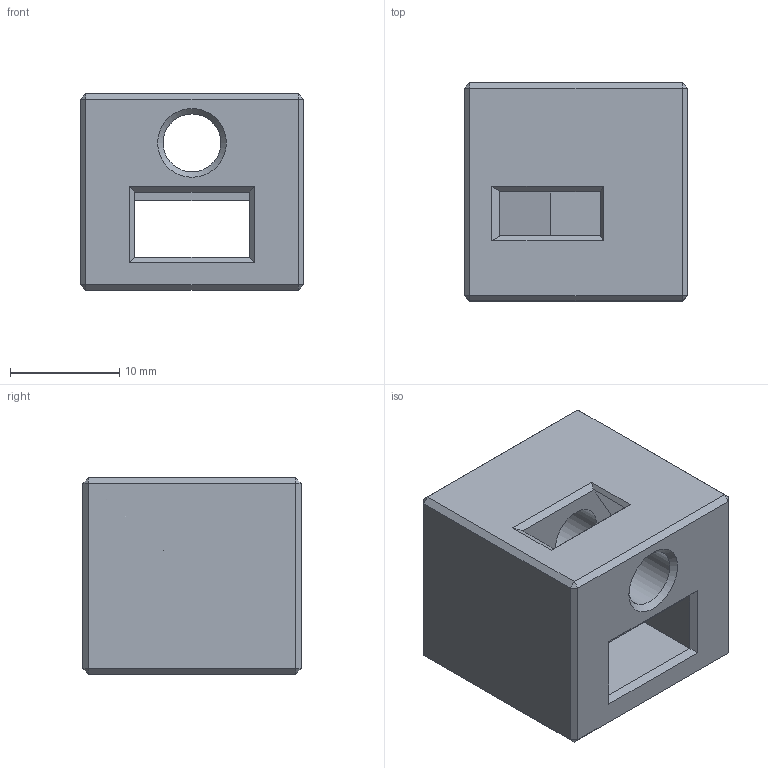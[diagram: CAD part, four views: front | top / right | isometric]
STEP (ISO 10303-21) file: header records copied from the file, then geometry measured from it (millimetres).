
FILE_DESCRIPTION(/* description */ (''),/* implementation_level */ '2;1');
FILE_NAME(/* name */ 'tensioner block.step',/* time_stamp */ '2024-06-20T13:06:38+02:00',/* author */ (''),/* organization */ (''),/* preprocessor_version */ 'ST-DEVELOPER v20',/* originating_system */ 'Autodesk Translation Framework v13.14.0.145',/* authorisation */ '');
FILE_SCHEMA (('AUTOMOTIVE_DESIGN { 1 0 10303 214 3 1 1 }'));
Length unit declared in the file: millimetre
Products named in the file (1): m5 clamp block
Bounding box: 20.5 x 20 x 18 mm (x, y, z)
Volume: 5513.8 mm3; surface area: 3243.1 mm2
Topology: 1 solids, 1 shells, 89 faces, 226 edges, 140 vertices
Faces by surface type: plane 85, cone 2, cylinder 2
Full cylindrical faces by diameter (mm): 5.3 x2
Entity records: 2635 total; most frequent: CARTESIAN_POINT 456, ORIENTED_EDGE 452, DIRECTION 412, EDGE_CURVE 226, LINE 220, VECTOR 220, VERTEX_POINT 140, EDGE_LOOP 96
